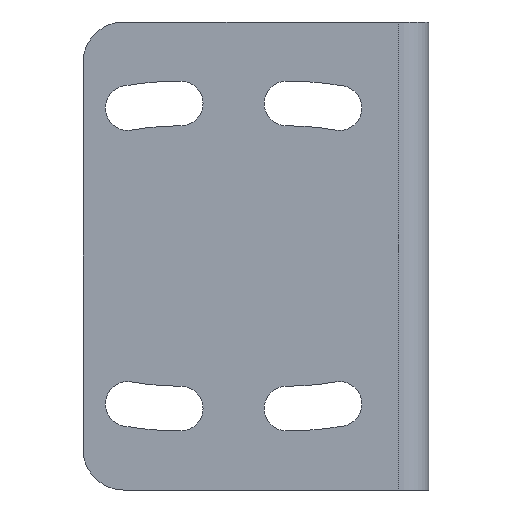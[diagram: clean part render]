
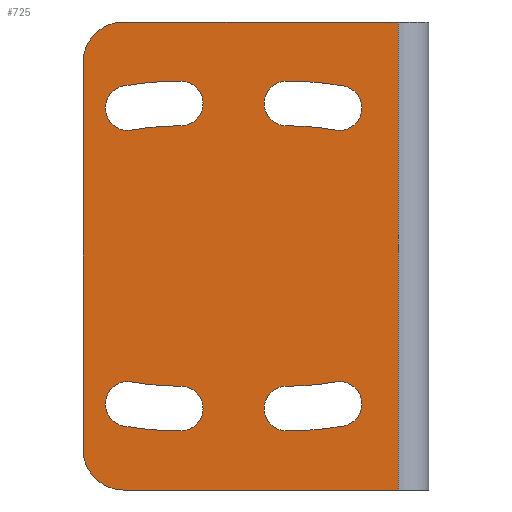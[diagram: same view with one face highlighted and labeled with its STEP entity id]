
A CAD part, left-side view. The second image highlights one B-rep face of the part: STEP entity #725.
In plain terms, the highlighted planar face has unit normal (-1, 0, 0).
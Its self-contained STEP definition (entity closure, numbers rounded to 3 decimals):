
#26=DIRECTION('',(0.,-1.,0.));
#27=VECTOR('',#26,13.5);
#28=CARTESIAN_POINT('',(0.,15.,-11.5));
#29=LINE('',#28,#27);
#30=CARTESIAN_POINT('',(0.,7.,7.5));
#31=DIRECTION('',(1.,0.,0.));
#32=DIRECTION('',(0.,0.,-1.));
#33=AXIS2_PLACEMENT_3D('',#30,#31,#32);
#35=CARTESIAN_POINT('',(0.,7.,-7.5));
#36=DIRECTION('',(1.,0.,0.));
#37=DIRECTION('',(0.,0.,1.));
#38=AXIS2_PLACEMENT_3D('',#35,#36,#37);
#40=CARTESIAN_POINT('',(0.,4.395,7.272));
#41=DIRECTION('',(1.,0.,0.));
#42=DIRECTION('',(0.,-0.174,0.985));
#43=AXIS2_PLACEMENT_3D('',#40,#41,#42);
#45=CARTESIAN_POINT('',(0.,7.,-7.5));
#46=DIRECTION('',(1.,0.,0.));
#47=DIRECTION('',(0.,0.,1.));
#48=AXIS2_PLACEMENT_3D('',#45,#46,#47);
#50=CARTESIAN_POINT('',(0.,4.395,-7.272));
#51=DIRECTION('',(1.,0.,0.));
#52=DIRECTION('',(0.,0.174,0.985));
#53=AXIS2_PLACEMENT_3D('',#50,#51,#52);
#55=CARTESIAN_POINT('',(0.,7.,7.5));
#56=DIRECTION('',(1.,0.,0.));
#57=DIRECTION('',(0.,-0.174,-0.985));
#58=AXIS2_PLACEMENT_3D('',#55,#56,#57);
#60=CARTESIAN_POINT('',(0.,7.,-7.5));
#61=DIRECTION('',(1.,0.,0.));
#62=DIRECTION('',(0.,0.,-1.));
#63=AXIS2_PLACEMENT_3D('',#60,#61,#62);
#65=CARTESIAN_POINT('',(0.,7.,7.5));
#66=DIRECTION('',(1.,0.,0.));
#67=DIRECTION('',(0.,-0.174,-0.985));
#68=AXIS2_PLACEMENT_3D('',#65,#66,#67);
#70=DIRECTION('',(0.,0.,-1.));
#71=VECTOR('',#70,23.);
#72=CARTESIAN_POINT('',(0.,1.5,11.5));
#73=LINE('',#72,#71);
#74=CARTESIAN_POINT('',(0.,15.,-9.5));
#75=DIRECTION('',(-1.,0.,0.));
#76=DIRECTION('',(0.,1.,0.));
#77=AXIS2_PLACEMENT_3D('',#74,#75,#76);
#79=DIRECTION('',(0.,0.,1.));
#80=VECTOR('',#79,19.);
#81=CARTESIAN_POINT('',(0.,17.,-9.5));
#82=LINE('',#81,#80);
#83=CARTESIAN_POINT('',(0.,15.,9.5));
#84=DIRECTION('',(-1.,0.,0.));
#85=DIRECTION('',(0.,0.,1.));
#86=AXIS2_PLACEMENT_3D('',#83,#84,#85);
#88=CARTESIAN_POINT('',(0.,12.2,7.5));
#89=DIRECTION('',(-1.,0.,0.));
#90=DIRECTION('',(0.,0.,-1.));
#91=AXIS2_PLACEMENT_3D('',#88,#89,#90);
#93=CARTESIAN_POINT('',(0.,12.2,-7.5));
#94=DIRECTION('',(-1.,0.,0.));
#95=DIRECTION('',(0.,0.,1.));
#96=AXIS2_PLACEMENT_3D('',#93,#94,#95);
#98=CARTESIAN_POINT('',(0.,14.805,7.272));
#99=DIRECTION('',(-1.,0.,0.));
#100=DIRECTION('',(0.,0.174,0.985));
#101=AXIS2_PLACEMENT_3D('',#98,#99,#100);
#103=CARTESIAN_POINT('',(0.,12.2,-7.5));
#104=DIRECTION('',(-1.,0.,0.));
#105=DIRECTION('',(0.,0.,1.));
#106=AXIS2_PLACEMENT_3D('',#103,#104,#105);
#108=CARTESIAN_POINT('',(0.,14.805,-7.272));
#109=DIRECTION('',(-1.,0.,0.));
#110=DIRECTION('',(0.,-0.174,0.985));
#111=AXIS2_PLACEMENT_3D('',#108,#109,#110);
#113=CARTESIAN_POINT('',(0.,12.2,7.5));
#114=DIRECTION('',(-1.,0.,0.));
#115=DIRECTION('',(0.,0.174,-0.985));
#116=AXIS2_PLACEMENT_3D('',#113,#114,#115);
#118=CARTESIAN_POINT('',(0.,12.2,-7.5));
#119=DIRECTION('',(-1.,0.,0.));
#120=DIRECTION('',(0.,0.,-1.));
#121=AXIS2_PLACEMENT_3D('',#118,#119,#120);
#123=CARTESIAN_POINT('',(0.,12.2,7.5));
#124=DIRECTION('',(-1.,0.,0.));
#125=DIRECTION('',(0.,0.174,-0.985));
#126=AXIS2_PLACEMENT_3D('',#123,#124,#125);
#405=DIRECTION('',(0.,-1.,0.));
#406=VECTOR('',#405,13.5);
#407=CARTESIAN_POINT('',(0.,15.,11.5));
#408=LINE('',#407,#406);
#485=CARTESIAN_POINT('',(0.,7.,6.4));
#486=CARTESIAN_POINT('',(0.,7.,8.6));
#487=VERTEX_POINT('',#485);
#488=VERTEX_POINT('',#486);
#489=CARTESIAN_POINT('',(0.,4.204,8.355));
#490=VERTEX_POINT('',#489);
#491=CARTESIAN_POINT('',(0.,4.586,6.189));
#492=VERTEX_POINT('',#491);
#493=CARTESIAN_POINT('',(0.,4.586,-6.189));
#494=CARTESIAN_POINT('',(0.,4.204,-8.355));
#495=VERTEX_POINT('',#493);
#496=VERTEX_POINT('',#494);
#497=CARTESIAN_POINT('',(0.,7.,-8.6));
#498=VERTEX_POINT('',#497);
#499=CARTESIAN_POINT('',(0.,7.,-6.4));
#500=VERTEX_POINT('',#499);
#549=CARTESIAN_POINT('',(0.,15.,11.5));
#550=CARTESIAN_POINT('',(0.,17.,9.5));
#551=VERTEX_POINT('',#549);
#552=VERTEX_POINT('',#550);
#561=CARTESIAN_POINT('',(0.,17.,-9.5));
#562=VERTEX_POINT('',#561);
#563=CARTESIAN_POINT('',(0.,15.,-11.5));
#564=VERTEX_POINT('',#563);
#590=CARTESIAN_POINT('',(0.,1.5,-11.5));
#592=VERTEX_POINT('',#590);
#593=CARTESIAN_POINT('',(0.,1.5,11.5));
#594=VERTEX_POINT('',#593);
#597=CARTESIAN_POINT('',(0.,12.2,6.4));
#598=CARTESIAN_POINT('',(0.,12.2,8.6));
#599=VERTEX_POINT('',#597);
#600=VERTEX_POINT('',#598);
#601=CARTESIAN_POINT('',(0.,14.996,8.355));
#602=VERTEX_POINT('',#601);
#603=CARTESIAN_POINT('',(0.,14.614,6.189));
#604=VERTEX_POINT('',#603);
#605=CARTESIAN_POINT('',(0.,14.614,-6.189));
#606=CARTESIAN_POINT('',(0.,14.996,-8.355));
#607=VERTEX_POINT('',#605);
#608=VERTEX_POINT('',#606);
#609=CARTESIAN_POINT('',(0.,12.2,-8.6));
#610=VERTEX_POINT('',#609);
#611=CARTESIAN_POINT('',(0.,12.2,-6.4));
#612=VERTEX_POINT('',#611);
#668=CARTESIAN_POINT('',(0.,17.,-11.5));
#669=DIRECTION('',(-1.,0.,0.));
#670=DIRECTION('',(0.,-1.,0.));
#671=AXIS2_PLACEMENT_3D('',#668,#669,#670);
#672=PLANE('',#671);
#673=ORIENTED_EDGE('',*,*,#659,.T.);
#674=ORIENTED_EDGE('',*,*,#648,.F.);
#676=ORIENTED_EDGE('',*,*,#675,.F.);
#678=ORIENTED_EDGE('',*,*,#677,.T.);
#680=ORIENTED_EDGE('',*,*,#679,.F.);
#682=ORIENTED_EDGE('',*,*,#681,.T.);
#683=EDGE_LOOP('',(#673,#674,#676,#678,#680,#682));
#684=FACE_OUTER_BOUND('',#683,.F.);
#686=ORIENTED_EDGE('',*,*,#685,.F.);
#688=ORIENTED_EDGE('',*,*,#687,.T.);
#690=ORIENTED_EDGE('',*,*,#689,.F.);
#692=ORIENTED_EDGE('',*,*,#691,.F.);
#693=EDGE_LOOP('',(#686,#688,#690,#692));
#694=FACE_BOUND('',#693,.F.);
#696=ORIENTED_EDGE('',*,*,#695,.F.);
#698=ORIENTED_EDGE('',*,*,#697,.T.);
#700=ORIENTED_EDGE('',*,*,#699,.F.);
#702=ORIENTED_EDGE('',*,*,#701,.F.);
#703=EDGE_LOOP('',(#696,#698,#700,#702));
#704=FACE_BOUND('',#703,.F.);
#706=ORIENTED_EDGE('',*,*,#705,.T.);
#708=ORIENTED_EDGE('',*,*,#707,.T.);
#710=ORIENTED_EDGE('',*,*,#709,.T.);
#712=ORIENTED_EDGE('',*,*,#711,.F.);
#713=EDGE_LOOP('',(#706,#708,#710,#712));
#714=FACE_BOUND('',#713,.F.);
#716=ORIENTED_EDGE('',*,*,#715,.T.);
#718=ORIENTED_EDGE('',*,*,#717,.T.);
#720=ORIENTED_EDGE('',*,*,#719,.T.);
#722=ORIENTED_EDGE('',*,*,#721,.F.);
#723=EDGE_LOOP('',(#716,#718,#720,#722));
#724=FACE_BOUND('',#723,.F.);
#725=ADVANCED_FACE('',(#684,#694,#704,#714,#724),#672,.T.);
#34=CIRCLE('',#33,1.1);
#39=CIRCLE('',#38,13.9);
#44=CIRCLE('',#43,1.1);
#49=CIRCLE('',#48,16.1);
#54=CIRCLE('',#53,1.1);
#59=CIRCLE('',#58,13.9);
#64=CIRCLE('',#63,1.1);
#69=CIRCLE('',#68,16.1);
#78=CIRCLE('',#77,2.);
#87=CIRCLE('',#86,2.);
#92=CIRCLE('',#91,1.1);
#97=CIRCLE('',#96,16.1);
#102=CIRCLE('',#101,1.1);
#107=CIRCLE('',#106,13.9);
#112=CIRCLE('',#111,1.1);
#117=CIRCLE('',#116,16.1);
#122=CIRCLE('',#121,1.1);
#127=CIRCLE('',#126,13.9);
#648=EDGE_CURVE('',#564,#592,#29,.T.);
#659=EDGE_CURVE('',#594,#592,#73,.T.);
#675=EDGE_CURVE('',#562,#564,#78,.T.);
#677=EDGE_CURVE('',#562,#552,#82,.T.);
#679=EDGE_CURVE('',#551,#552,#87,.T.);
#681=EDGE_CURVE('',#551,#594,#408,.T.);
#685=EDGE_CURVE('',#487,#488,#34,.T.);
#687=EDGE_CURVE('',#487,#492,#39,.T.);
#689=EDGE_CURVE('',#490,#492,#44,.T.);
#691=EDGE_CURVE('',#488,#490,#49,.T.);
#695=EDGE_CURVE('',#495,#496,#54,.T.);
#697=EDGE_CURVE('',#495,#500,#59,.T.);
#699=EDGE_CURVE('',#498,#500,#64,.T.);
#701=EDGE_CURVE('',#496,#498,#69,.T.);
#705=EDGE_CURVE('',#599,#600,#92,.T.);
#707=EDGE_CURVE('',#600,#602,#97,.T.);
#709=EDGE_CURVE('',#602,#604,#102,.T.);
#711=EDGE_CURVE('',#599,#604,#107,.T.);
#715=EDGE_CURVE('',#607,#608,#112,.T.);
#717=EDGE_CURVE('',#608,#610,#117,.T.);
#719=EDGE_CURVE('',#610,#612,#122,.T.);
#721=EDGE_CURVE('',#607,#612,#127,.T.);
